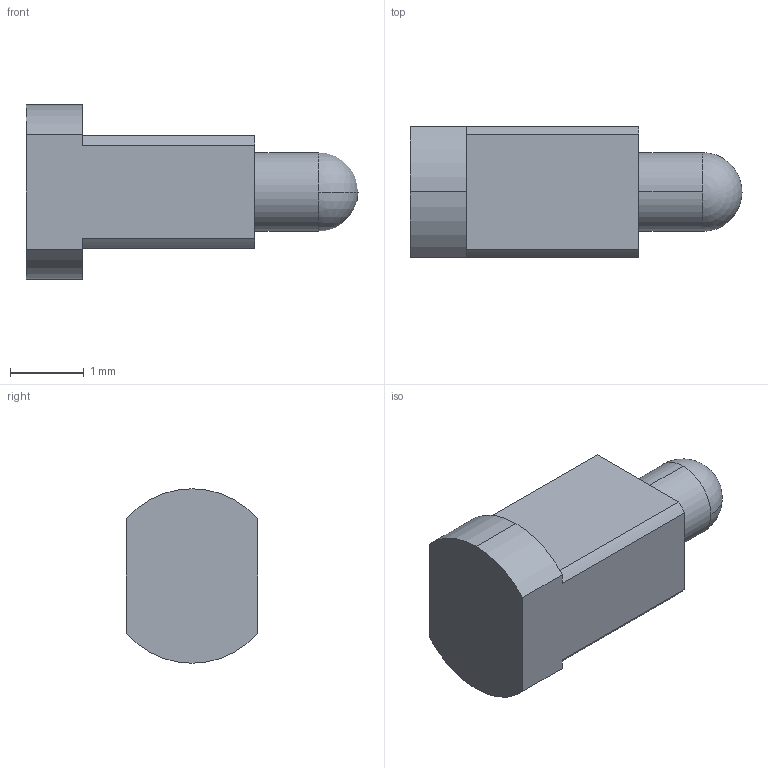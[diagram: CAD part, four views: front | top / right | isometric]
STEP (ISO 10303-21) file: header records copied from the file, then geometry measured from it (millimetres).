
FILE_DESCRIPTION (( 'STEP AP214' ), '1' );
FILE_NAME ('A4FF6F03-44F9-4885-8DD2-4B1F28ED5D08.STEP', '2022-07-29T03:43:36', ( '' ), ( '' ), 'SwSTEP 2.0', 'SolidWorks 2022', '' );
FILE_SCHEMA (( 'AUTOMOTIVE_DESIGN' ));
Length unit declared in the file: inch
Products named in the file (1): A4FF6F03-44F9-4885-8DD2-4B1F28ED5D08
Bounding box: 4.5 x 1.78 x 2.36 mm (x, y, z)
Volume: 10.2 mm3; surface area: 31.5 mm2
Topology: 1 solids, 1 shells, 19 faces, 51 edges, 33 vertices
Faces by surface type: cylinder 9, plane 8, sphere 2
Entity records: 633 total; most frequent: DIRECTION 111, CARTESIAN_POINT 102, ORIENTED_EDGE 98, EDGE_CURVE 49, AXIS2_PLACEMENT_3D 42, VERTEX_POINT 33, VECTOR 27, LINE 27
